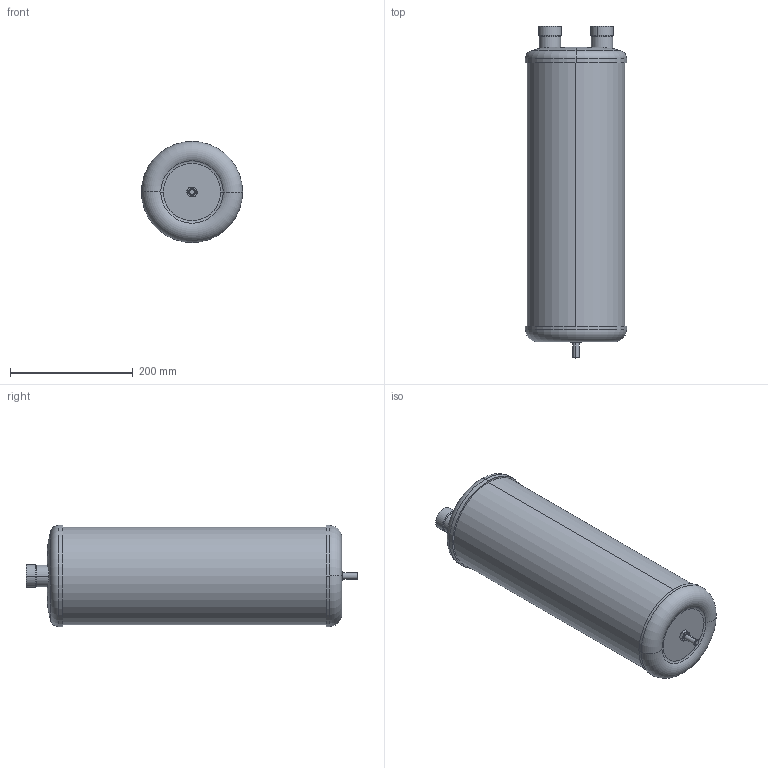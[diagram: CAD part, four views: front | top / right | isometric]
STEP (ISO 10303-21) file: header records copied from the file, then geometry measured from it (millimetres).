
FILE_DESCRIPTION((''),'2;1');
FILE_NAME('191U006610_ASM','2023-04-04T08:39:04',('U375483'),('DANFOSS COMMERCIAL COMPRESSOR'),'CREO PARAMETRIC BY PTC INC, 2022124','CREO PARAMETRIC BY PTC INC, 2022124','');
FILE_SCHEMA(('CONFIG_CONTROL_DESIGN'));
Length unit declared in the file: millimetre
Products named in the file (7): 191U006610E_VALOR_PREDETERMINAD; HEX_SCREW_GRADEAB_DIN_ISO_4017_; 191U006610A; 191U006610B; 191U006610C_VALOR_PREDETERMINAD; 191U006610D_VALOR_PREDETERMINAD; 191U006610_ASM
Assembly tree (6 placements, depth 2):
  191U006610_ASM
    191U006610E_VALOR_PREDETERMINAD
    HEX_SCREW_GRADEAB_DIN_ISO_4017_
    191U006610A
    191U006610B
    191U006610C_VALOR_PREDETERMINAD
    191U006610D_VALOR_PREDETERMINAD
Bounding box: 165 x 541.4 x 165 mm (x, y, z)
Volume: 925751.2 mm3; surface area: 771072.3 mm2
Topology: 6 solids, 6 shells, 121 faces, 270 edges, 158 vertices
Faces by surface type: cylinder 46, torus 34, plane 29, cone 8, bspline 4
Entity records: 3870 total; most frequent: CARTESIAN_POINT 934, DIRECTION 670, ORIENTED_EDGE 540, AXIS2_PLACEMENT_3D 302, EDGE_CURVE 270, CIRCLE 172, VERTEX_POINT 158, EDGE_LOOP 138
